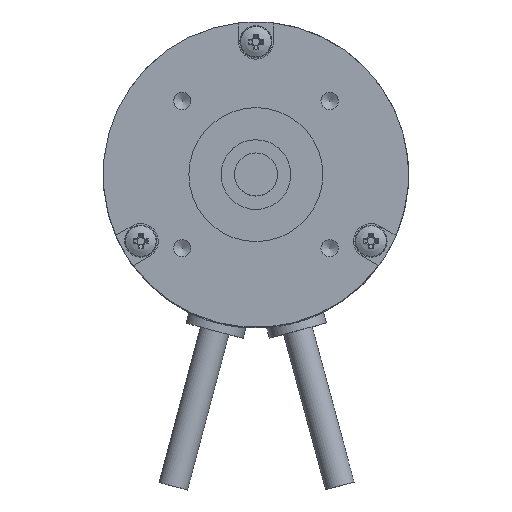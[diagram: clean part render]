
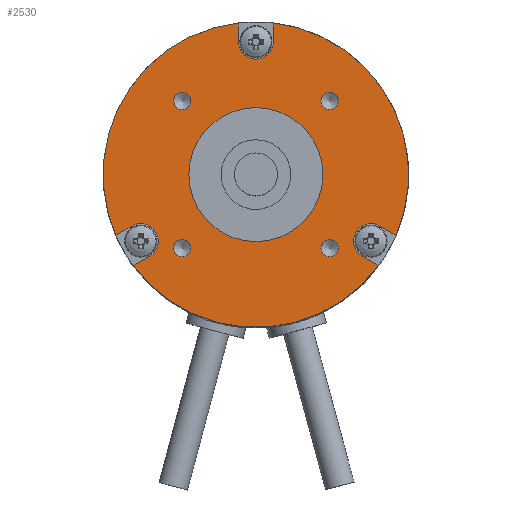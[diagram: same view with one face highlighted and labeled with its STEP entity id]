
A CAD part, top view. The second image highlights one B-rep face of the part: STEP entity #2530.
In plain terms, the highlighted planar face has unit normal (0, 0, 1).
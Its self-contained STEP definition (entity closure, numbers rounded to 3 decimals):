
#58=LINE('',#4002,#190);
#60=LINE('',#4008,#192);
#66=LINE('',#4025,#198);
#68=LINE('',#4031,#200);
#71=LINE('',#4045,#203);
#72=LINE('',#4049,#204);
#190=VECTOR('',#3138,10.);
#192=VECTOR('',#3142,10.);
#198=VECTOR('',#3160,10.);
#200=VECTOR('',#3164,10.);
#203=VECTOR('',#3183,10.);
#204=VECTOR('',#3186,10.);
#438=PLANE('',#2748);
#526=FACE_BOUND('',#801,.T.);
#527=FACE_BOUND('',#802,.T.);
#528=FACE_BOUND('',#803,.T.);
#529=FACE_BOUND('',#804,.T.);
#530=FACE_BOUND('',#805,.T.);
#606=FACE_OUTER_BOUND('',#800,.T.);
#800=EDGE_LOOP('',(#1837,#1838,#1839,#1840,#1841,#1842,#1843,#1844,#1845,
#1846,#1847,#1848));
#801=EDGE_LOOP('',(#1849));
#802=EDGE_LOOP('',(#1850));
#803=EDGE_LOOP('',(#1851));
#804=EDGE_LOOP('',(#1852));
#805=EDGE_LOOP('',(#1853));
#1004=CIRCLE('',#2737,3.25);
#1007=CIRCLE('',#2744,3.25);
#1010=CIRCLE('',#2749,28.5);
#1011=CIRCLE('',#2750,28.5);
#1012=CIRCLE('',#2751,3.25);
#1013=CIRCLE('',#2752,28.5);
#1014=CIRCLE('',#2753,1.621);
#1015=CIRCLE('',#2754,1.621);
#1016=CIRCLE('',#2755,1.621);
#1017=CIRCLE('',#2756,1.621);
#1018=CIRCLE('',#2757,12.5);
#1168=VERTEX_POINT('',#3996);
#1170=VERTEX_POINT('',#4000);
#1171=VERTEX_POINT('',#4004);
#1173=VERTEX_POINT('',#4007);
#1176=VERTEX_POINT('',#4019);
#1178=VERTEX_POINT('',#4023);
#1179=VERTEX_POINT('',#4027);
#1181=VERTEX_POINT('',#4030);
#1183=VERTEX_POINT('',#4042);
#1184=VERTEX_POINT('',#4044);
#1185=VERTEX_POINT('',#4046);
#1186=VERTEX_POINT('',#4048);
#1187=VERTEX_POINT('',#4051);
#1188=VERTEX_POINT('',#4053);
#1189=VERTEX_POINT('',#4055);
#1190=VERTEX_POINT('',#4057);
#1191=VERTEX_POINT('',#4059);
#1429=EDGE_CURVE('',#1168,#1170,#58,.T.);
#1431=EDGE_CURVE('',#1173,#1171,#60,.T.);
#1434=EDGE_CURVE('',#1170,#1173,#1004,.T.);
#1440=EDGE_CURVE('',#1176,#1178,#66,.T.);
#1442=EDGE_CURVE('',#1181,#1179,#68,.T.);
#1445=EDGE_CURVE('',#1178,#1181,#1007,.T.);
#1448=EDGE_CURVE('',#1171,#1176,#1010,.T.);
#1449=EDGE_CURVE('',#1179,#1183,#1011,.T.);
#1450=EDGE_CURVE('',#1183,#1184,#71,.T.);
#1451=EDGE_CURVE('',#1184,#1185,#1012,.T.);
#1452=EDGE_CURVE('',#1185,#1186,#72,.T.);
#1453=EDGE_CURVE('',#1186,#1168,#1013,.T.);
#1454=EDGE_CURVE('',#1187,#1187,#1014,.T.);
#1455=EDGE_CURVE('',#1188,#1188,#1015,.T.);
#1456=EDGE_CURVE('',#1189,#1189,#1016,.T.);
#1457=EDGE_CURVE('',#1190,#1190,#1017,.T.);
#1458=EDGE_CURVE('',#1191,#1191,#1018,.T.);
#1837=ORIENTED_EDGE('',*,*,#1429,.T.);
#1838=ORIENTED_EDGE('',*,*,#1434,.T.);
#1839=ORIENTED_EDGE('',*,*,#1431,.T.);
#1840=ORIENTED_EDGE('',*,*,#1448,.T.);
#1841=ORIENTED_EDGE('',*,*,#1440,.T.);
#1842=ORIENTED_EDGE('',*,*,#1445,.T.);
#1843=ORIENTED_EDGE('',*,*,#1442,.T.);
#1844=ORIENTED_EDGE('',*,*,#1449,.T.);
#1845=ORIENTED_EDGE('',*,*,#1450,.T.);
#1846=ORIENTED_EDGE('',*,*,#1451,.T.);
#1847=ORIENTED_EDGE('',*,*,#1452,.T.);
#1848=ORIENTED_EDGE('',*,*,#1453,.T.);
#1849=ORIENTED_EDGE('',*,*,#1454,.T.);
#1850=ORIENTED_EDGE('',*,*,#1455,.T.);
#1851=ORIENTED_EDGE('',*,*,#1456,.T.);
#1852=ORIENTED_EDGE('',*,*,#1457,.T.);
#1853=ORIENTED_EDGE('',*,*,#1458,.T.);
#2530=ADVANCED_FACE('',(#606,#526,#527,#528,#529,#530),#438,.F.);
#2737=AXIS2_PLACEMENT_3D('',#4013,#3147,#3148);
#2744=AXIS2_PLACEMENT_3D('',#4036,#3169,#3170);
#2748=AXIS2_PLACEMENT_3D('',#4040,#3177,#3178);
#2749=AXIS2_PLACEMENT_3D('',#4041,#3179,#3180);
#2750=AXIS2_PLACEMENT_3D('',#4043,#3181,#3182);
#2751=AXIS2_PLACEMENT_3D('',#4047,#3184,#3185);
#2752=AXIS2_PLACEMENT_3D('',#4050,#3187,#3188);
#2753=AXIS2_PLACEMENT_3D('',#4052,#3189,#3190);
#2754=AXIS2_PLACEMENT_3D('',#4054,#3191,#3192);
#2755=AXIS2_PLACEMENT_3D('',#4056,#3193,#3194);
#2756=AXIS2_PLACEMENT_3D('',#4058,#3195,#3196);
#2757=AXIS2_PLACEMENT_3D('',#4060,#3197,#3198);
#3138=DIRECTION('',(0.866,0.5,0.));
#3142=DIRECTION('',(-0.866,-0.5,0.));
#3147=DIRECTION('center_axis',(0.,0.,
-1.));
#3148=DIRECTION('ref_axis',(0.5,-0.866,0.));
#3160=DIRECTION('',(-0.866,0.5,0.));
#3164=DIRECTION('',(0.866,-0.5,0.));
#3169=DIRECTION('center_axis',(0.,0.,
-1.));
#3170=DIRECTION('ref_axis',(0.5,0.866,0.));
#3177=DIRECTION('center_axis',(0.,0.,
-1.));
#3178=DIRECTION('ref_axis',(-1.,0.,0.));
#3179=DIRECTION('center_axis',(0.,0.,
1.));
#3180=DIRECTION('ref_axis',(0.,1.,0.));
#3181=DIRECTION('center_axis',(0.,0.,
1.));
#3182=DIRECTION('ref_axis',(0.,1.,0.));
#3183=DIRECTION('',(0.,-1.,0.));
#3184=DIRECTION('center_axis',(0.,0.,
-1.));
#3185=DIRECTION('ref_axis',(-1.,0.,0.));
#3186=DIRECTION('',(0.,1.,0.));
#3187=DIRECTION('center_axis',(0.,0.,
1.));
#3188=DIRECTION('ref_axis',(0.,1.,0.));
#3189=DIRECTION('center_axis',(0.,0.,
-1.));
#3190=DIRECTION('ref_axis',(0.,1.,0.));
#3191=DIRECTION('center_axis',(0.,0.,
-1.));
#3192=DIRECTION('ref_axis',(0.,1.,0.));
#3193=DIRECTION('center_axis',(0.,0.,
-1.));
#3194=DIRECTION('ref_axis',(0.,1.,0.));
#3195=DIRECTION('center_axis',(0.,0.,
-1.));
#3196=DIRECTION('ref_axis',(0.,1.,0.));
#3197=DIRECTION('center_axis',(0.,0.,
-1.));
#3198=DIRECTION('ref_axis',(0.,-1.,0.));
#3996=CARTESIAN_POINT('',(-26.146,-11.342,68.7));
#4000=CARTESIAN_POINT('',(-23.102,-9.585,68.7));
#4002=CARTESIAN_POINT('',(-14.529,-4.635,68.7));
#4004=CARTESIAN_POINT('',(-22.896,-16.972,68.7));
#4007=CARTESIAN_POINT('',(-19.852,-15.215,68.7));
#4008=CARTESIAN_POINT('',(-9.114,-9.015,68.7));
#4013=CARTESIAN_POINT('Origin',(-21.477,-12.4,68.7));
#4019=CARTESIAN_POINT('',(22.896,-16.972,68.7));
#4023=CARTESIAN_POINT('',(19.852,-15.215,68.7));
#4025=CARTESIAN_POINT('',(11.279,-10.265,68.7));
#4027=CARTESIAN_POINT('',(26.146,-11.342,68.7));
#4030=CARTESIAN_POINT('',(23.102,-9.585,68.7));
#4031=CARTESIAN_POINT('',(12.364,-3.385,68.7));
#4036=CARTESIAN_POINT('Origin',(21.477,-12.4,68.7));
#4040=CARTESIAN_POINT('Origin',(0.,0.,
68.7));
#4041=CARTESIAN_POINT('Origin',(0.,0.,
68.7));
#4042=CARTESIAN_POINT('',(3.25,28.314,68.7));
#4043=CARTESIAN_POINT('Origin',(0.,0.,
68.7));
#4044=CARTESIAN_POINT('',(3.25,24.8,68.7));
#4045=CARTESIAN_POINT('',(3.25,14.9,68.7));
#4046=CARTESIAN_POINT('',(-3.25,24.8,68.7));
#4047=CARTESIAN_POINT('Origin',(0.,24.8,68.7));
#4048=CARTESIAN_POINT('',(-3.25,28.314,68.7));
#4049=CARTESIAN_POINT('',(-3.25,12.4,68.7));
#4050=CARTESIAN_POINT('Origin',(0.,0.,
68.7));
#4051=CARTESIAN_POINT('',(13.746,15.367,68.7));
#4052=CARTESIAN_POINT('Origin',(13.746,13.746,68.7));
#4053=CARTESIAN_POINT('',(-13.746,-12.125,68.7));
#4054=CARTESIAN_POINT('Origin',(-13.746,-13.746,68.7));
#4055=CARTESIAN_POINT('',(13.746,-12.125,68.7));
#4056=CARTESIAN_POINT('Origin',(13.746,-13.746,68.7));
#4057=CARTESIAN_POINT('',(-13.746,15.367,68.7));
#4058=CARTESIAN_POINT('Origin',(-13.746,13.746,68.7));
#4059=CARTESIAN_POINT('',(0.,12.5,68.7));
#4060=CARTESIAN_POINT('Origin',(0.,0.,
68.7));
